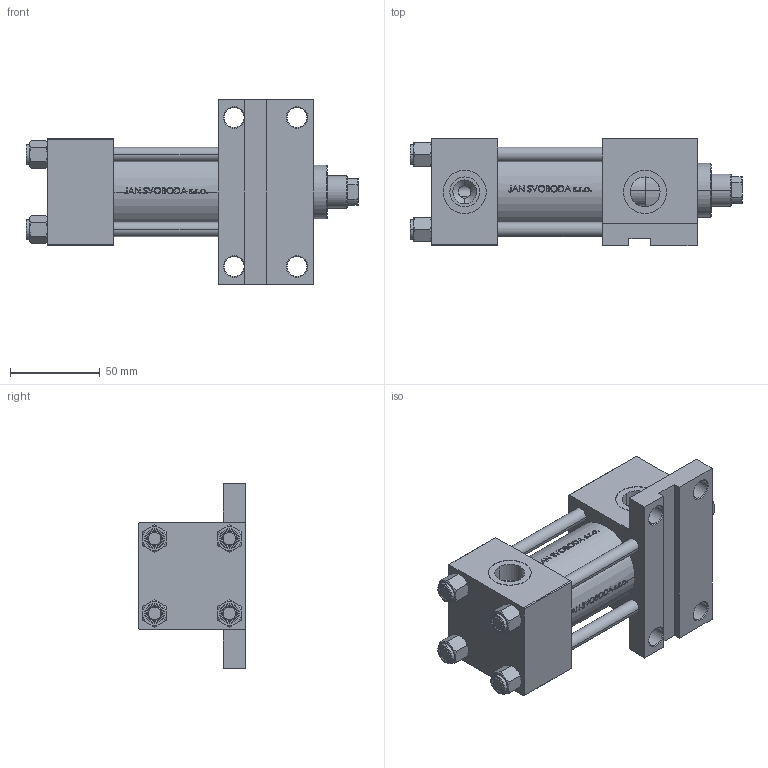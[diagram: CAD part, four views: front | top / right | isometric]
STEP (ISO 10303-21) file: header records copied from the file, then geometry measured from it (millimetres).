
FILE_DESCRIPTION (( 'STEP AP203' ), '1' );
FILE_NAME ('03d2.STEP', '2023-08-23T08:21:41', ( '' ), ( '' ), 'SwSTEP 2.0', 'SolidWorks 2019', '' );
FILE_SCHEMA (( 'CONFIG_CONTROL_DESIGN' ));
Length unit declared in the file: millimetre
Products named in the file (6): NUT_M5_F 67a8612d15cf6e62c7bf2f48c2f59a45; V215_VC_A 67a8612d15cf6e62c7bf2f48c2f59a45; V215CR_F_Body 67a8612d15cf6e62c7bf2f48c2f59a45; V215CR_F_TYCINKA 67a8612d15cf6e62c7bf2f48c2f59a45; 03d2; V215CR_VCP_F 67a8612d15cf6e62c7bf2f48c2f59a45
Assembly tree (11 placements, depth 2):
  03d2
    V215CR_F_Body 67a8612d15cf6e62c7bf2f48c2f59a45
    V215CR_VCP_F 67a8612d15cf6e62c7bf2f48c2f59a45
    V215CR_F_TYCINKA 67a8612d15cf6e62c7bf2f48c2f59a45  x4
    NUT_M5_F 67a8612d15cf6e62c7bf2f48c2f59a45  x4
    V215_VC_A 67a8612d15cf6e62c7bf2f48c2f59a45
Bounding box: 185 x 60 x 103 mm (x, y, z)
Volume: 423631.3 mm3; surface area: 111536.6 mm2
Topology: 11 solids, 11 shells, 1118 faces, 2852 edges, 1846 vertices
Faces by surface type: plane 437, bspline 380, cone 152, cylinder 141, torus 8
Entity records: 48644 total; most frequent: CARTESIAN_POINT 26203, ORIENTED_EDGE 5196, DIRECTION 3209, EDGE_CURVE 2598, VERTEX_POINT 1702, VECTOR 1319, LINE 1319, EDGE_LOOP 1108
